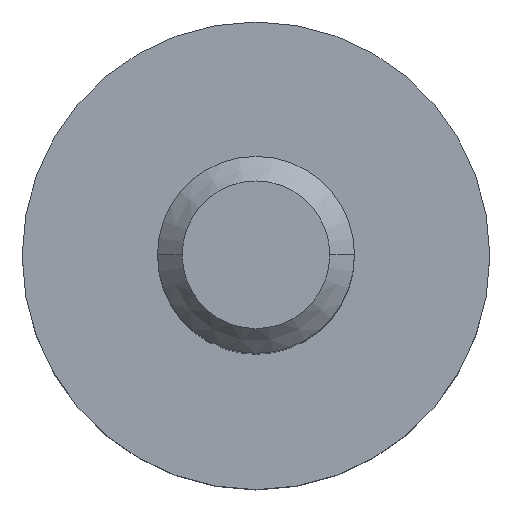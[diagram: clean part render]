
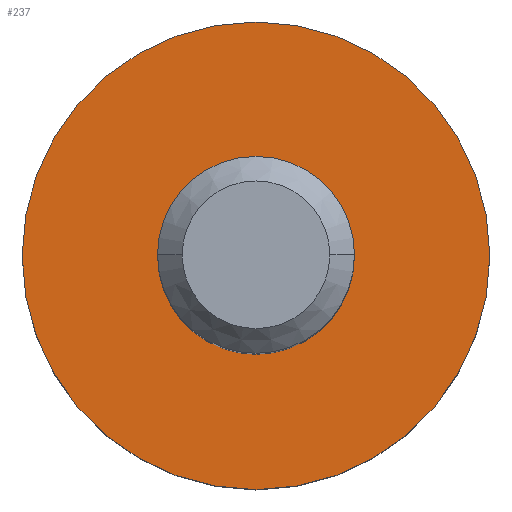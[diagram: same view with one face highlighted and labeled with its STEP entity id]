
A CAD part, top view. The second image highlights one B-rep face of the part: STEP entity #237.
In plain terms, the highlighted planar face has unit normal (0, 0, 1).
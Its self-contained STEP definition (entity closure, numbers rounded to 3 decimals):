
#20 = CIRCLE ( 'NONE', #302, 0.4 ) ;
#23 = EDGE_CURVE ( 'NONE', #184, #67, #20, .T. ) ;
#36 = CIRCLE ( 'NONE', #155, 0.95 ) ;
#48 = EDGE_LOOP ( 'NONE', ( #315, #432 ) ) ;
#61 = EDGE_CURVE ( 'NONE', #506, #381, #128, .T. ) ;
#67 = VERTEX_POINT ( 'NONE', #195 ) ;
#74 = AXIS2_PLACEMENT_3D ( 'NONE', #483, #406, #444 ) ;
#80 = DIRECTION ( 'NONE',  ( 0., 0., 1. ) ) ;
#82 = CIRCLE ( 'NONE', #167, 0.4 ) ;
#95 = DIRECTION ( 'NONE',  ( 0., 0., 1. ) ) ;
#113 = DIRECTION ( 'NONE',  ( -1., 0., 0. ) ) ;
#128 = CIRCLE ( 'NONE', #74, 0.95 ) ;
#134 = ORIENTED_EDGE ( 'NONE', *, *, #310, .T. ) ;
#155 = AXIS2_PLACEMENT_3D ( 'NONE', #421, #255, #344 ) ;
#167 = AXIS2_PLACEMENT_3D ( 'NONE', #218, #80, #390 ) ;
#184 = VERTEX_POINT ( 'NONE', #330 ) ;
#195 = CARTESIAN_POINT ( 'NONE',  ( 0.4, 0., 9. ) ) ;
#201 = FACE_BOUND ( 'NONE', #48, .T. ) ;
#211 = CARTESIAN_POINT ( 'NONE',  ( -0.95, 0., 9. ) ) ;
#218 = CARTESIAN_POINT ( 'NONE',  ( 0., 0., 9. ) ) ;
#237 = ADVANCED_FACE ( 'NONE', ( #201, #493 ), #247, .F. ) ;
#247 = PLANE ( 'NONE',  #360 ) ;
#255 = DIRECTION ( 'NONE',  ( 0., 0., 1. ) ) ;
#298 = EDGE_LOOP ( 'NONE', ( #134, #307 ) ) ;
#302 = AXIS2_PLACEMENT_3D ( 'NONE', #320, #95, #401 ) ;
#307 = ORIENTED_EDGE ( 'NONE', *, *, #61, .T. ) ;
#310 = EDGE_CURVE ( 'NONE', #381, #506, #36, .T. ) ;
#313 = CARTESIAN_POINT ( 'NONE',  ( -0.95, 0., 9. ) ) ;
#315 = ORIENTED_EDGE ( 'NONE', *, *, #331, .F. ) ;
#320 = CARTESIAN_POINT ( 'NONE',  ( 0., 0., 9. ) ) ;
#330 = CARTESIAN_POINT ( 'NONE',  ( -0.4, 0., 9. ) ) ;
#331 = EDGE_CURVE ( 'NONE', #67, #184, #82, .T. ) ;
#344 = DIRECTION ( 'NONE',  ( 1., 0., 0. ) ) ;
#353 = CARTESIAN_POINT ( 'NONE',  ( 0.95, 0., 9. ) ) ;
#360 = AXIS2_PLACEMENT_3D ( 'NONE', #211, #462, #113 ) ;
#381 = VERTEX_POINT ( 'NONE', #353 ) ;
#390 = DIRECTION ( 'NONE',  ( 1., 0., 0. ) ) ;
#401 = DIRECTION ( 'NONE',  ( 1., 0., 0. ) ) ;
#406 = DIRECTION ( 'NONE',  ( 0., 0., 1. ) ) ;
#421 = CARTESIAN_POINT ( 'NONE',  ( 0., 0., 9. ) ) ;
#432 = ORIENTED_EDGE ( 'NONE', *, *, #23, .F. ) ;
#444 = DIRECTION ( 'NONE',  ( 1., 0., 0. ) ) ;
#462 = DIRECTION ( 'NONE',  ( 0., 0., -1. ) ) ;
#483 = CARTESIAN_POINT ( 'NONE',  ( 0., 0., 9. ) ) ;
#493 = FACE_OUTER_BOUND ( 'NONE', #298, .T. ) ;
#506 = VERTEX_POINT ( 'NONE', #313 ) ;
